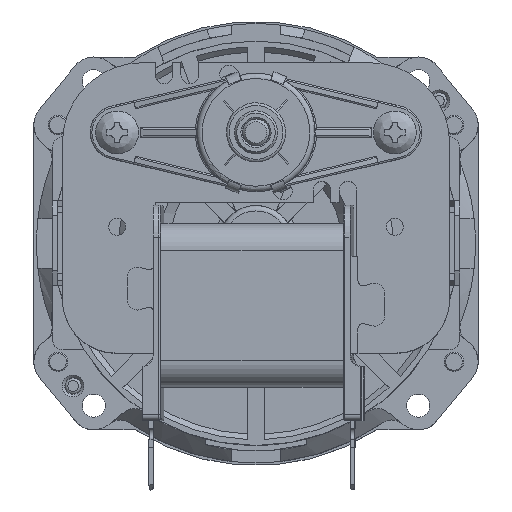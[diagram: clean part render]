
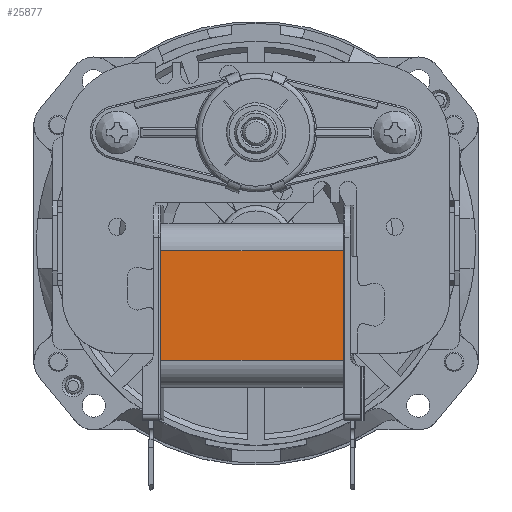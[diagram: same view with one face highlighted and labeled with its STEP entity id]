
A CAD part, top view. The second image highlights one B-rep face of the part: STEP entity #25877.
In plain terms, the highlighted planar face has unit normal (-0.014, 0, 1).
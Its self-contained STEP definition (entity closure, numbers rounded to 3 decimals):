
#6211=CARTESIAN_POINT('',(-17.732,-21.8,74.417));
#6212=VERTEX_POINT('',#6211);
#6220=CARTESIAN_POINT('',(-17.732,-1.5,74.417));
#6221=VERTEX_POINT('',#6220);
#6222=CARTESIAN_POINT('',(-17.732,-21.8,74.417));
#6223=DIRECTION('',(0.0,1.0,0.0));
#6224=VECTOR('',#6223,20.3);
#6225=LINE('',#6222,#6224);
#6226=EDGE_CURVE('',#6212,#6221,#6225,.T.);
#7388=CARTESIAN_POINT('',(16.265,-1.5,74.879));
#7389=VERTEX_POINT('',#7388);
#7397=CARTESIAN_POINT('',(16.265,-21.8,74.879));
#7398=VERTEX_POINT('',#7397);
#7399=CARTESIAN_POINT('',(16.265,-1.5,74.879));
#7400=DIRECTION('',(0.0,-1.0,0.0));
#7401=VECTOR('',#7400,20.3);
#7402=LINE('',#7399,#7401);
#7403=EDGE_CURVE('',#7389,#7398,#7402,.T.);
#25852=CARTESIAN_POINT('',(16.265,-21.8,74.879));
#25853=DIRECTION('',(-1.,0.,-0.014));
#25854=VECTOR('',#25853,34.0);
#25855=LINE('',#25852,#25854);
#25856=EDGE_CURVE('',#7398,#6212,#25855,.T.);
#25861=CARTESIAN_POINT('',(16.265,-1.5,74.879));
#25862=DIRECTION('',(-0.014,0.,1.));
#25863=DIRECTION('',(-1.,0.,-0.014));
#25864=AXIS2_PLACEMENT_3D('',#25861,#25862,#25863);
#25865=PLANE('',#25864);
#25866=ORIENTED_EDGE('',*,*,#6226,.F.);
#25867=ORIENTED_EDGE('',*,*,#25856,.F.);
#25868=ORIENTED_EDGE('',*,*,#7403,.F.);
#25869=CARTESIAN_POINT('',(16.265,-1.5,74.879));
#25870=DIRECTION('',(-1.,0.,-0.014));
#25871=VECTOR('',#25870,34.0);
#25872=LINE('',#25869,#25871);
#25873=EDGE_CURVE('',#7389,#6221,#25872,.T.);
#25874=ORIENTED_EDGE('',*,*,#25873,.T.);
#25875=EDGE_LOOP('',(#25866,#25867,#25868,#25874));
#25876=FACE_OUTER_BOUND('',#25875,.T.);
#25877=ADVANCED_FACE('',(#25876),#25865,.T.);
